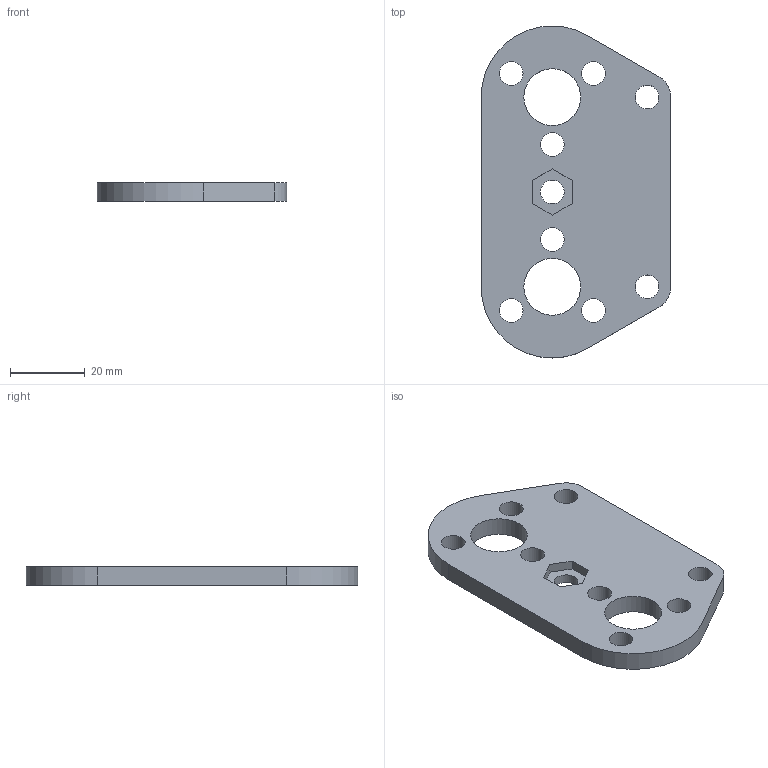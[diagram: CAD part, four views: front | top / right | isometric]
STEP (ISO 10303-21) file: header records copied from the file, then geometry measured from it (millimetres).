
FILE_DESCRIPTION( ( 'STEP AP203' ), '1' );
FILE_NAME( 'slide.stp', '2010-07-15T00:15:33', ( ' ' ), ( ' ' ), 'XStep 1.0', ' ', ' ' );
FILE_SCHEMA( ( 'CONFIG_CONTROL_DESIGN) ( )' ) );
Length unit declared in the file: metre
Products named in the file (1): 1
Bounding box: 50.8 x 88.9 x 5.08 mm (x, y, z)
Volume: 16550.9 mm3; surface area: 9238.1 mm2
Topology: 1 solids, 1 shells, 28 faces, 75 edges, 50 vertices
Faces by surface type: cylinder 15, plane 13
Full cylindrical faces by diameter (mm): 6.35 x9, 15.24 x2
Entity records: 922 total; most frequent: DIRECTION 152, CARTESIAN_POINT 143, ORIENTED_EDGE 128, EDGE_CURVE 64, EDGE_LOOP 62, AXIS2_PLACEMENT_3D 59, VERTEX_POINT 50, FACE_OUTER_BOUND 39
